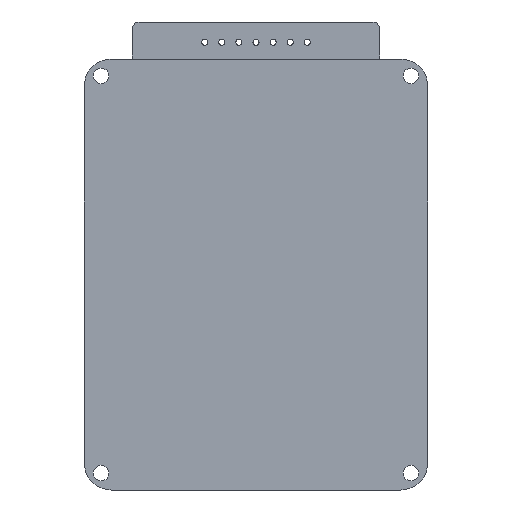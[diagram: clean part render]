
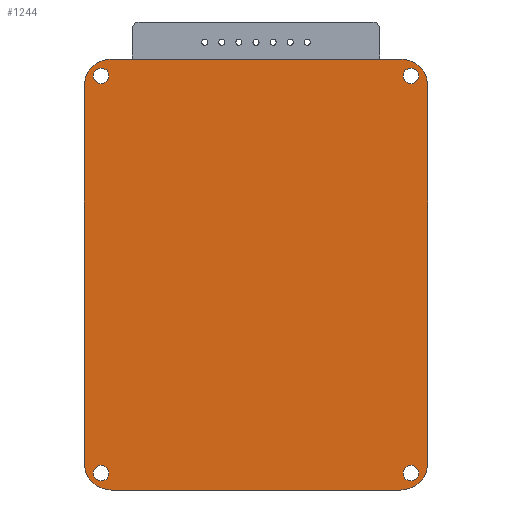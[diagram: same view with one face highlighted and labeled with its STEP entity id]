
A CAD part, front view. The second image highlights one B-rep face of the part: STEP entity #1244.
In plain terms, the highlighted planar face has unit normal (0, -1, 0).
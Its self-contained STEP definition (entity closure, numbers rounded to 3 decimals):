
#350 = VERTEX_POINT ( 'NONE', #353 ) ;
#353 = CARTESIAN_POINT ( 'NONE',  ( -23., 12., -28.35 ) ) ;
#397 = AXIS2_PLACEMENT_3D ( 'NONE', #10728, #6193, #4798 ) ;
#410 = AXIS2_PLACEMENT_3D ( 'NONE', #16698, #3931, #17978 ) ;
#488 = ORIENTED_EDGE ( 'NONE', *, *, #14204, .T. ) ;
#506 = CARTESIAN_POINT ( 'NONE',  ( 23., 12., -29.5 ) ) ;
#515 = EDGE_CURVE ( 'NONE', #7856, #8937, #12084, .T. ) ;
#543 = AXIS2_PLACEMENT_3D ( 'NONE', #8440, #14055, #15551 ) ;
#622 = CARTESIAN_POINT ( 'NONE',  ( 25.5, 12., 28. ) ) ;
#835 = CIRCLE ( 'NONE', #5865, 1.15 ) ;
#862 = CARTESIAN_POINT ( 'NONE',  ( -21.5, 12., 32. ) ) ;
#874 = CIRCLE ( 'NONE', #17707, 1.15 ) ;
#953 = EDGE_LOOP ( 'NONE', ( #5574, #3434, #7752, #1740, #10903, #5154, #14010, #1174 ) ) ;
#1174 = ORIENTED_EDGE ( 'NONE', *, *, #11678, .F. ) ;
#1235 = VERTEX_POINT ( 'NONE', #16483 ) ;
#1244 = ADVANCED_FACE ( 'NONE', ( #5286, #17864, #15178, #5193, #2335 ), #15083, .T. ) ;
#1309 = EDGE_CURVE ( 'NONE', #15448, #5941, #3669, .T. ) ;
#1411 = VERTEX_POINT ( 'NONE', #4686 ) ;
#1605 = AXIS2_PLACEMENT_3D ( 'NONE', #9649, #8594, #12233 ) ;
#1740 = ORIENTED_EDGE ( 'NONE', *, *, #515, .F. ) ;
#1979 = CARTESIAN_POINT ( 'NONE',  ( 25.5, 12., -28. ) ) ;
#2032 = DIRECTION ( 'NONE',  ( 0., 0., 1. ) ) ;
#2073 = DIRECTION ( 'NONE',  ( 0., 1., 0. ) ) ;
#2164 = VECTOR ( 'NONE', #2032, 1000. ) ;
#2335 = FACE_BOUND ( 'NONE', #14311, .T. ) ;
#2352 = ORIENTED_EDGE ( 'NONE', *, *, #6864, .T. ) ;
#2865 = ORIENTED_EDGE ( 'NONE', *, *, #12852, .T. ) ;
#2940 = VERTEX_POINT ( 'NONE', #6014 ) ;
#2951 = DIRECTION ( 'NONE',  ( 0., 0., -1. ) ) ;
#3272 = CARTESIAN_POINT ( 'NONE',  ( -23., 12., -29.5 ) ) ;
#3345 = CIRCLE ( 'NONE', #410, 4. ) ;
#3434 = ORIENTED_EDGE ( 'NONE', *, *, #7238, .F. ) ;
#3669 = CIRCLE ( 'NONE', #1605, 1.15 ) ;
#3818 = DIRECTION ( 'NONE',  ( 0., 1., 0. ) ) ;
#3834 = DIRECTION ( 'NONE',  ( 0., 0., 1. ) ) ;
#3931 = DIRECTION ( 'NONE',  ( 0., 1., 0. ) ) ;
#3983 = CIRCLE ( 'NONE', #7534, 1.15 ) ;
#4000 = CARTESIAN_POINT ( 'NONE',  ( -21.5, 12., 28. ) ) ;
#4037 = CIRCLE ( 'NONE', #6992, 4. ) ;
#4228 = DIRECTION ( 'NONE',  ( 0., 1., 0. ) ) ;
#4315 = VERTEX_POINT ( 'NONE', #11930 ) ;
#4686 = CARTESIAN_POINT ( 'NONE',  ( -23., 12., -30.65 ) ) ;
#4798 = DIRECTION ( 'NONE',  ( 0., 0., 1. ) ) ;
#4970 = VECTOR ( 'NONE', #5292, 1000. ) ;
#5014 = LINE ( 'NONE', #862, #4970 ) ;
#5134 = VECTOR ( 'NONE', #13376, 1000. ) ;
#5154 = ORIENTED_EDGE ( 'NONE', *, *, #5226, .F. ) ;
#5162 = EDGE_CURVE ( 'NONE', #12445, #8835, #835, .T. ) ;
#5193 = FACE_BOUND ( 'NONE', #17911, .T. ) ;
#5226 = EDGE_CURVE ( 'NONE', #1235, #5936, #5014, .T. ) ;
#5286 = FACE_BOUND ( 'NONE', #5437, .T. ) ;
#5292 = DIRECTION ( 'NONE',  ( 1., 0., 0. ) ) ;
#5375 = EDGE_CURVE ( 'NONE', #8937, #9715, #16779, .T. ) ;
#5437 = EDGE_LOOP ( 'NONE', ( #6735, #488 ) ) ;
#5574 = ORIENTED_EDGE ( 'NONE', *, *, #12702, .F. ) ;
#5658 = DIRECTION ( 'NONE',  ( 0., 1., 0. ) ) ;
#5727 = VERTEX_POINT ( 'NONE', #17277 ) ;
#5785 = CARTESIAN_POINT ( 'NONE',  ( 21.5, 12., 32. ) ) ;
#5865 = AXIS2_PLACEMENT_3D ( 'NONE', #12237, #3818, #9285 ) ;
#5936 = VERTEX_POINT ( 'NONE', #5785 ) ;
#5941 = VERTEX_POINT ( 'NONE', #6982 ) ;
#5958 = DIRECTION ( 'NONE',  ( 0., 1., 0. ) ) ;
#6014 = CARTESIAN_POINT ( 'NONE',  ( -25.5, 12., -28. ) ) ;
#6193 = DIRECTION ( 'NONE',  ( 0., 1., 0. ) ) ;
#6283 = ORIENTED_EDGE ( 'NONE', *, *, #1309, .T. ) ;
#6735 = ORIENTED_EDGE ( 'NONE', *, *, #5162, .T. ) ;
#6849 = DIRECTION ( 'NONE',  ( 0., 0., 1. ) ) ;
#6864 = EDGE_CURVE ( 'NONE', #18137, #17297, #874, .T. ) ;
#6982 = CARTESIAN_POINT ( 'NONE',  ( -23., 12., 28.35 ) ) ;
#6992 = AXIS2_PLACEMENT_3D ( 'NONE', #4000, #10942, #8165 ) ;
#7238 = EDGE_CURVE ( 'NONE', #9715, #4315, #13985, .T. ) ;
#7439 = DIRECTION ( 'NONE',  ( 0., 0., 1. ) ) ;
#7480 = CIRCLE ( 'NONE', #397, 1.15 ) ;
#7534 = AXIS2_PLACEMENT_3D ( 'NONE', #18115, #8060, #6849 ) ;
#7598 = CARTESIAN_POINT ( 'NONE',  ( -23., 12., 30.65 ) ) ;
#7752 = ORIENTED_EDGE ( 'NONE', *, *, #5375, .F. ) ;
#7856 = VERTEX_POINT ( 'NONE', #13040 ) ;
#7969 = ORIENTED_EDGE ( 'NONE', *, *, #12390, .T. ) ;
#8060 = DIRECTION ( 'NONE',  ( 0., 1., 0. ) ) ;
#8165 = DIRECTION ( 'NONE',  ( 0., 0., -1. ) ) ;
#8440 = CARTESIAN_POINT ( 'NONE',  ( 21.5, 12., -28. ) ) ;
#8594 = DIRECTION ( 'NONE',  ( 0., 1., 0. ) ) ;
#8835 = VERTEX_POINT ( 'NONE', #14949 ) ;
#8937 = VERTEX_POINT ( 'NONE', #1979 ) ;
#8998 = CIRCLE ( 'NONE', #17538, 1.15 ) ;
#9255 = CARTESIAN_POINT ( 'NONE',  ( -25.5, 12., 28. ) ) ;
#9285 = DIRECTION ( 'NONE',  ( 0., 0., 1. ) ) ;
#9313 = CARTESIAN_POINT ( 'NONE',  ( 23., 12., -30.65 ) ) ;
#9395 = EDGE_CURVE ( 'NONE', #5936, #7856, #13017, .T. ) ;
#9649 = CARTESIAN_POINT ( 'NONE',  ( -23., 12., 29.5 ) ) ;
#9715 = VERTEX_POINT ( 'NONE', #15245 ) ;
#9889 = DIRECTION ( 'NONE',  ( 0., 0., 1. ) ) ;
#10146 = CARTESIAN_POINT ( 'NONE',  ( 23., 12., -29.5 ) ) ;
#10728 = CARTESIAN_POINT ( 'NONE',  ( -23., 12., -29.5 ) ) ;
#10844 = DIRECTION ( 'NONE',  ( 0., -1., 0. ) ) ;
#10903 = ORIENTED_EDGE ( 'NONE', *, *, #9395, .F. ) ;
#10942 = DIRECTION ( 'NONE',  ( 0., 1., 0. ) ) ;
#10986 = CARTESIAN_POINT ( 'NONE',  ( 23., 12., 28.35 ) ) ;
#11164 = CARTESIAN_POINT ( 'NONE',  ( -23., 12., 29.5 ) ) ;
#11448 = CARTESIAN_POINT ( 'NONE',  ( -21.5, 12., -28. ) ) ;
#11596 = EDGE_CURVE ( 'NONE', #1411, #350, #7480, .T. ) ;
#11603 = DIRECTION ( 'NONE',  ( 0., 0., 1. ) ) ;
#11678 = EDGE_CURVE ( 'NONE', #2940, #5727, #14679, .T. ) ;
#11827 = EDGE_LOOP ( 'NONE', ( #16361, #2865 ) ) ;
#11913 = CIRCLE ( 'NONE', #13979, 1.15 ) ;
#11930 = CARTESIAN_POINT ( 'NONE',  ( -21.5, 12., -32. ) ) ;
#12084 = LINE ( 'NONE', #622, #5134 ) ;
#12115 = VECTOR ( 'NONE', #12520, 1000. ) ;
#12233 = DIRECTION ( 'NONE',  ( 0., 0., 1. ) ) ;
#12237 = CARTESIAN_POINT ( 'NONE',  ( 23., 12., 29.5 ) ) ;
#12390 = EDGE_CURVE ( 'NONE', #5941, #15448, #11913, .T. ) ;
#12445 = VERTEX_POINT ( 'NONE', #10986 ) ;
#12520 = DIRECTION ( 'NONE',  ( -1., 0., 0. ) ) ;
#12526 = AXIS2_PLACEMENT_3D ( 'NONE', #11448, #10844, #2951 ) ;
#12702 = EDGE_CURVE ( 'NONE', #4315, #2940, #3345, .T. ) ;
#12852 = EDGE_CURVE ( 'NONE', #350, #1411, #8998, .T. ) ;
#12897 = DIRECTION ( 'NONE',  ( 0., 1., 0. ) ) ;
#13017 = CIRCLE ( 'NONE', #13320, 4. ) ;
#13040 = CARTESIAN_POINT ( 'NONE',  ( 25.5, 12., 28. ) ) ;
#13074 = DIRECTION ( 'NONE',  ( 0., 0., 1. ) ) ;
#13184 = CIRCLE ( 'NONE', #15841, 1.15 ) ;
#13320 = AXIS2_PLACEMENT_3D ( 'NONE', #16597, #5658, #3834 ) ;
#13324 = ORIENTED_EDGE ( 'NONE', *, *, #15161, .T. ) ;
#13376 = DIRECTION ( 'NONE',  ( 0., 0., -1. ) ) ;
#13708 = CARTESIAN_POINT ( 'NONE',  ( -21.5, 12., -32. ) ) ;
#13979 = AXIS2_PLACEMENT_3D ( 'NONE', #11164, #4228, #9889 ) ;
#13985 = LINE ( 'NONE', #13708, #12115 ) ;
#14010 = ORIENTED_EDGE ( 'NONE', *, *, #16114, .F. ) ;
#14055 = DIRECTION ( 'NONE',  ( 0., 1., 0. ) ) ;
#14204 = EDGE_CURVE ( 'NONE', #8835, #12445, #3983, .T. ) ;
#14311 = EDGE_LOOP ( 'NONE', ( #7969, #6283 ) ) ;
#14679 = LINE ( 'NONE', #9255, #2164 ) ;
#14949 = CARTESIAN_POINT ( 'NONE',  ( 23., 12., 30.65 ) ) ;
#15048 = CARTESIAN_POINT ( 'NONE',  ( 23., 12., -28.35 ) ) ;
#15083 = PLANE ( 'NONE',  #12526 ) ;
#15161 = EDGE_CURVE ( 'NONE', #17297, #18137, #13184, .T. ) ;
#15178 = FACE_OUTER_BOUND ( 'NONE', #953, .T. ) ;
#15245 = CARTESIAN_POINT ( 'NONE',  ( 21.5, 12., -32. ) ) ;
#15448 = VERTEX_POINT ( 'NONE', #7598 ) ;
#15551 = DIRECTION ( 'NONE',  ( 0., 0., -1. ) ) ;
#15841 = AXIS2_PLACEMENT_3D ( 'NONE', #506, #2073, #13074 ) ;
#16114 = EDGE_CURVE ( 'NONE', #5727, #1235, #4037, .T. ) ;
#16361 = ORIENTED_EDGE ( 'NONE', *, *, #11596, .T. ) ;
#16483 = CARTESIAN_POINT ( 'NONE',  ( -21.5, 12., 32. ) ) ;
#16597 = CARTESIAN_POINT ( 'NONE',  ( 21.5, 12., 28. ) ) ;
#16698 = CARTESIAN_POINT ( 'NONE',  ( -21.5, 12., -28. ) ) ;
#16779 = CIRCLE ( 'NONE', #543, 4. ) ;
#17277 = CARTESIAN_POINT ( 'NONE',  ( -25.5, 12., 28. ) ) ;
#17297 = VERTEX_POINT ( 'NONE', #9313 ) ;
#17538 = AXIS2_PLACEMENT_3D ( 'NONE', #3272, #5958, #7439 ) ;
#17707 = AXIS2_PLACEMENT_3D ( 'NONE', #10146, #12897, #11603 ) ;
#17864 = FACE_BOUND ( 'NONE', #11827, .T. ) ;
#17911 = EDGE_LOOP ( 'NONE', ( #13324, #2352 ) ) ;
#17978 = DIRECTION ( 'NONE',  ( 0., 0., -1. ) ) ;
#18115 = CARTESIAN_POINT ( 'NONE',  ( 23., 12., 29.5 ) ) ;
#18137 = VERTEX_POINT ( 'NONE', #15048 ) ;
